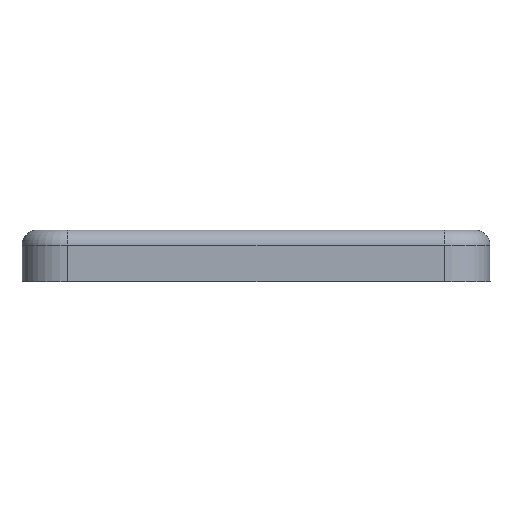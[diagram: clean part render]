
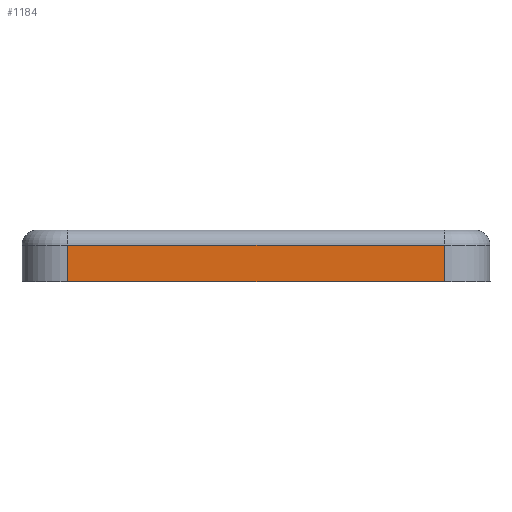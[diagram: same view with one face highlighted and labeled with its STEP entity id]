
A CAD part, left-side view. The second image highlights one B-rep face of the part: STEP entity #1184.
In plain terms, the highlighted face is planar.
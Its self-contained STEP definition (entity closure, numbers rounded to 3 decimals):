
#38=LINE('',#1800,#126);
#41=LINE('',#1810,#129);
#48=LINE('',#1835,#136);
#99=LINE('',#2038,#187);
#126=VECTOR('',#1405,1000.);
#129=VECTOR('',#1414,1000.);
#136=VECTOR('',#1435,1000.);
#187=VECTOR('',#1646,1000.);
#220=PLANE('',#1348);
#459=ORIENTED_EDGE('',*,*,#601,.T.);
#460=ORIENTED_EDGE('',*,*,#588,.T.);
#461=ORIENTED_EDGE('',*,*,#583,.F.);
#462=ORIENTED_EDGE('',*,*,#704,.F.);
#583=EDGE_CURVE('',#755,#756,#38,.T.);
#588=EDGE_CURVE('',#759,#756,#41,.T.);
#601=EDGE_CURVE('',#770,#759,#48,.T.);
#704=EDGE_CURVE('',#770,#755,#99,.T.);
#755=VERTEX_POINT('',#1801);
#756=VERTEX_POINT('',#1802);
#759=VERTEX_POINT('',#1811);
#770=VERTEX_POINT('',#1836);
#992=EDGE_LOOP('',(#459,#460,#461,#462));
#1076=FACE_BOUND('',#992,.T.);
#1184=ADVANCED_FACE('',(#1076),#220,.T.);
#1348=AXIS2_PLACEMENT_3D('',#2086,#1700,#1701);
#1405=DIRECTION('',(0.,-1.,0.));
#1414=DIRECTION('',(-1.,0.,0.));
#1435=DIRECTION('',(0.,-1.,0.));
#1646=DIRECTION('',(-1.,0.,0.));
#1700=DIRECTION('',(0.,0.,-1.));
#1701=DIRECTION('',(0.,-1.,0.));
#1800=CARTESIAN_POINT('',(-6.15,0.,-10.45));
#1801=CARTESIAN_POINT('',(-6.15,-0.5,-10.45));
#1802=CARTESIAN_POINT('',(-6.15,-1.7,-10.45));
#1810=CARTESIAN_POINT('',(6.15,-1.7,-10.45));
#1811=CARTESIAN_POINT('',(6.15,-1.7,-10.45));
#1835=CARTESIAN_POINT('',(6.15,0.,-10.45));
#1836=CARTESIAN_POINT('',(6.15,-0.5,-10.45));
#2038=CARTESIAN_POINT('',(6.15,-0.5,-10.45));
#2086=CARTESIAN_POINT('',(6.15,0.,-10.45));
